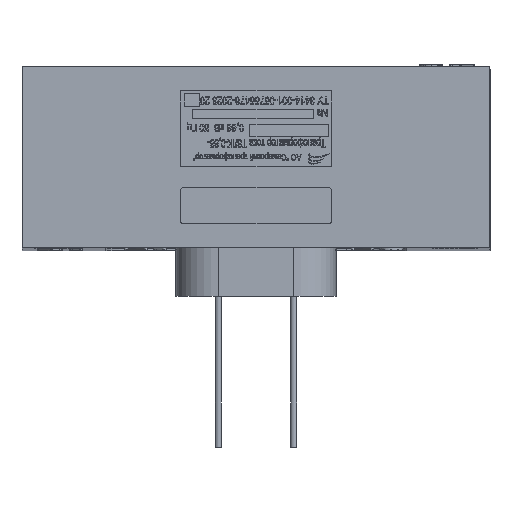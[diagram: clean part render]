
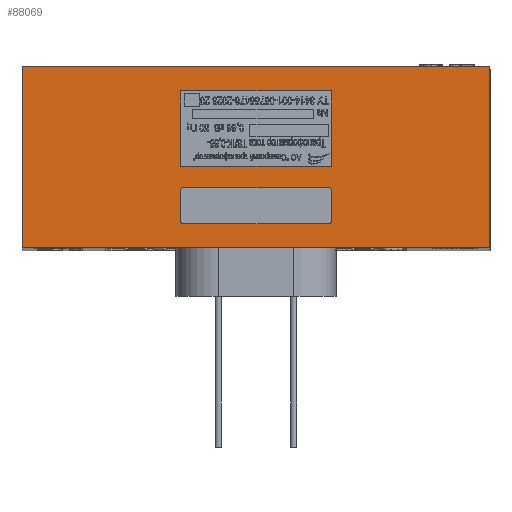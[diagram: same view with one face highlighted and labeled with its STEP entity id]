
A CAD part, top view. The second image highlights one B-rep face of the part: STEP entity #88069.
In plain terms, the highlighted face is planar.
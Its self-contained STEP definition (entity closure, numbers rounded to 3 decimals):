
#4589 = LINE ( 'NONE', #93877, #63348 ) ;
#5275 = ORIENTED_EDGE ( 'NONE', *, *, #72609, .T. ) ;
#8494 = DIRECTION ( 'NONE',  ( 0., -1., 0. ) ) ;
#10436 = EDGE_CURVE ( 'NONE', #69180, #18395, #91542, .T. ) ;
#10943 = EDGE_LOOP ( 'NONE', ( #5275, #97842, #74011, #17953, #15427, #19831 ) ) ;
#11605 = LINE ( 'NONE', #73846, #70349 ) ;
#14458 = CARTESIAN_POINT ( 'NONE',  ( -77.5, 273., 60. ) ) ;
#15427 = ORIENTED_EDGE ( 'NONE', *, *, #39067, .F. ) ;
#15564 = PLANE ( 'NONE',  #81966 ) ;
#16479 = VERTEX_POINT ( 'NONE', #78258 ) ;
#17953 = ORIENTED_EDGE ( 'NONE', *, *, #10436, .F. ) ;
#18395 = VERTEX_POINT ( 'NONE', #90841 ) ;
#19830 = EDGE_CURVE ( 'NONE', #74439, #34948, #57231, .T. ) ;
#19831 = ORIENTED_EDGE ( 'NONE', *, *, #30984, .T. ) ;
#30984 = EDGE_CURVE ( 'NONE', #16479, #70122, #55966, .T. ) ;
#34486 = VECTOR ( 'NONE', #59114, 1000. ) ;
#34948 = VERTEX_POINT ( 'NONE', #55090 ) ;
#37130 = LINE ( 'NONE', #59832, #95898 ) ;
#39067 = EDGE_CURVE ( 'NONE', #16479, #69180, #11605, .T. ) ;
#40004 = CARTESIAN_POINT ( 'NONE',  ( 77.5, 273., 60. ) ) ;
#40303 = CARTESIAN_POINT ( 'NONE',  ( 12.5, 273., 60. ) ) ;
#43041 = DIRECTION ( 'NONE',  ( -1., 0., 0. ) ) ;
#49169 = FACE_OUTER_BOUND ( 'NONE', #10943, .T. ) ;
#54351 = CARTESIAN_POINT ( 'NONE',  ( -77.5, 273., 60. ) ) ;
#55090 = CARTESIAN_POINT ( 'NONE',  ( -77.5, 273., 0. ) ) ;
#55966 = LINE ( 'NONE', #40004, #99143 ) ;
#57231 = LINE ( 'NONE', #74241, #34486 ) ;
#59114 = DIRECTION ( 'NONE',  ( 0., 0., -1. ) ) ;
#59832 = CARTESIAN_POINT ( 'NONE',  ( -77.5, 273., 60. ) ) ;
#60327 = EDGE_CURVE ( 'NONE', #18395, #74439, #37130, .T. ) ;
#62084 = DIRECTION ( 'NONE',  ( 0., 0., -1. ) ) ;
#63348 = VECTOR ( 'NONE', #63723, 1000. ) ;
#63723 = DIRECTION ( 'NONE',  ( -1., 0., 0. ) ) ;
#65857 = CARTESIAN_POINT ( 'NONE',  ( -12.5, 273., 60. ) ) ;
#67600 = DIRECTION ( 'NONE',  ( -1., 0., 0. ) ) ;
#69180 = VERTEX_POINT ( 'NONE', #40303 ) ;
#70122 = VERTEX_POINT ( 'NONE', #94022 ) ;
#70349 = VECTOR ( 'NONE', #81862, 1000. ) ;
#71176 = VECTOR ( 'NONE', #43041, 1000. ) ;
#72609 = EDGE_CURVE ( 'NONE', #70122, #34948, #4589, .T. ) ;
#73846 = CARTESIAN_POINT ( 'NONE',  ( -77.5, 273., 60. ) ) ;
#74011 = ORIENTED_EDGE ( 'NONE', *, *, #60327, .F. ) ;
#74241 = CARTESIAN_POINT ( 'NONE',  ( -77.5, 273., 60. ) ) ;
#74439 = VERTEX_POINT ( 'NONE', #14458 ) ;
#78258 = CARTESIAN_POINT ( 'NONE',  ( 77.5, 273., 60. ) ) ;
#81862 = DIRECTION ( 'NONE',  ( -1., 0., 0. ) ) ;
#81966 = AXIS2_PLACEMENT_3D ( 'NONE', #54351, #8494, #62084 ) ;
#85968 = DIRECTION ( 'NONE',  ( 0., 0., -1. ) ) ;
#88069 = ADVANCED_FACE ( 'NONE', ( #49169 ), #15564, .F. ) ;
#90841 = CARTESIAN_POINT ( 'NONE',  ( -12.5, 273., 60. ) ) ;
#91542 = LINE ( 'NONE', #65857, #71176 ) ;
#93877 = CARTESIAN_POINT ( 'NONE',  ( -77.5, 273., 0. ) ) ;
#94022 = CARTESIAN_POINT ( 'NONE',  ( 77.5, 273., 0. ) ) ;
#95898 = VECTOR ( 'NONE', #67600, 1000. ) ;
#97842 = ORIENTED_EDGE ( 'NONE', *, *, #19830, .F. ) ;
#99143 = VECTOR ( 'NONE', #85968, 1000. ) ;
